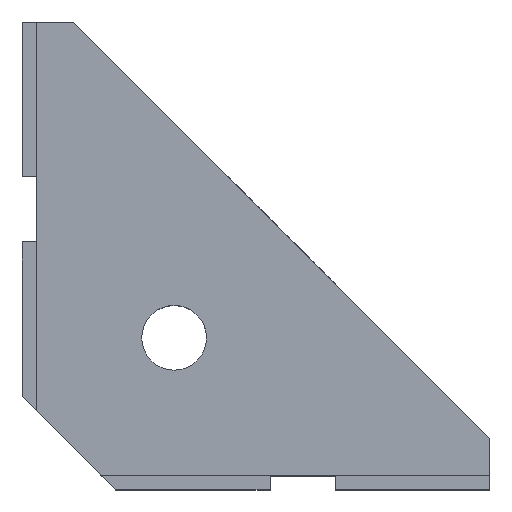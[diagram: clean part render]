
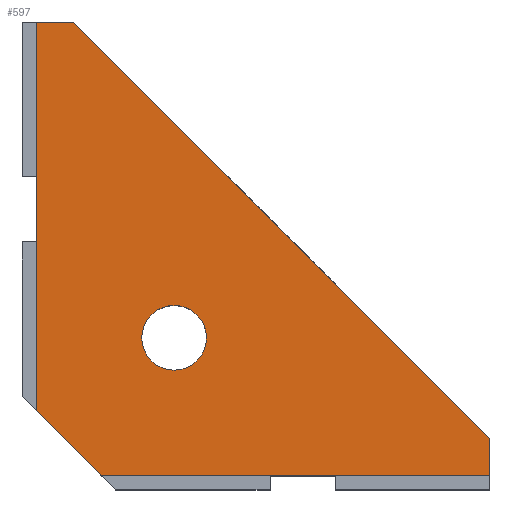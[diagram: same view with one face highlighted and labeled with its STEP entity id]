
A CAD part, top view. The second image highlights one B-rep face of the part: STEP entity #597.
In plain terms, the highlighted planar face has unit normal (0, 0, 1).
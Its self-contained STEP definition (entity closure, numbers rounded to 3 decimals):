
#105=CARTESIAN_POINT('',(36.418,29.5,20.0));
#106=VERTEX_POINT('',#105);
#107=CARTESIAN_POINT('',(29.5,29.5,20.0));
#108=DIRECTION('',(0.0,0.0,-1.0));
#109=DIRECTION('',(1.0,0.0,0.0));
#110=AXIS2_PLACEMENT_3D('',#107,#108,#109);
#111=CIRCLE('',#110,6.918);
#112=EDGE_CURVE('',#106,#106,#111,.T.);
#199=CARTESIAN_POINT('',(8.,97.,20.0));
#200=VERTEX_POINT('',#199);
#201=CARTESIAN_POINT('',(97.,8.,20.0));
#202=VERTEX_POINT('',#201);
#203=CARTESIAN_POINT('',(8.,97.0,20.0));
#204=DIRECTION('',(0.707,-0.707,0.0));
#205=VECTOR('',#204,125.865);
#206=LINE('',#203,#205);
#207=EDGE_CURVE('',#200,#202,#206,.T.);
#426=CARTESIAN_POINT('',(14.,0.,20.0));
#427=VERTEX_POINT('',#426);
#434=CARTESIAN_POINT('',(0.,14.,20.0));
#435=VERTEX_POINT('',#434);
#436=CARTESIAN_POINT('',(0.,14.,20.0));
#437=DIRECTION('',(0.707,-0.707,0.0));
#438=VECTOR('',#437,19.799);
#439=LINE('',#436,#438);
#440=EDGE_CURVE('',#435,#427,#439,.T.);
#488=CARTESIAN_POINT('',(0.,97.,20.0));
#489=VERTEX_POINT('',#488);
#490=CARTESIAN_POINT('',(0.,14.,20.0));
#491=DIRECTION('',(0.0,1.0,0.0));
#492=VECTOR('',#491,83.);
#493=LINE('',#490,#492);
#494=EDGE_CURVE('',#435,#489,#493,.T.);
#564=CARTESIAN_POINT('',(36.087,36.087,20.0));
#565=DIRECTION('',(0.0,0.0,1.0));
#566=DIRECTION('',(1.0,0.0,0.0));
#567=AXIS2_PLACEMENT_3D('',#564,#565,#566);
#568=PLANE('',#567);
#569=ORIENTED_EDGE('',*,*,#440,.T.);
#570=CARTESIAN_POINT('',(97.0,0.,20.0));
#571=VERTEX_POINT('',#570);
#572=CARTESIAN_POINT('',(97.0,0.,20.0));
#573=DIRECTION('',(-1.0,0.0,0.0));
#574=VECTOR('',#573,83.);
#575=LINE('',#572,#574);
#576=EDGE_CURVE('',#571,#427,#575,.T.);
#577=ORIENTED_EDGE('',*,*,#576,.F.);
#578=CARTESIAN_POINT('',(97.,8.,20.0));
#579=DIRECTION('',(0.0,-1.0,0.0));
#580=VECTOR('',#579,8.);
#581=LINE('',#578,#580);
#582=EDGE_CURVE('',#202,#571,#581,.T.);
#583=ORIENTED_EDGE('',*,*,#582,.F.);
#584=ORIENTED_EDGE('',*,*,#207,.F.);
#585=CARTESIAN_POINT('',(0.,97.,20.0));
#586=DIRECTION('',(1.0,0.0,0.0));
#587=VECTOR('',#586,8.0);
#588=LINE('',#585,#587);
#589=EDGE_CURVE('',#489,#200,#588,.T.);
#590=ORIENTED_EDGE('',*,*,#589,.F.);
#591=ORIENTED_EDGE('',*,*,#494,.F.);
#592=EDGE_LOOP('',(#569,#577,#583,#584,#590,#591));
#593=FACE_OUTER_BOUND('',#592,.T.);
#594=ORIENTED_EDGE('',*,*,#112,.T.);
#595=EDGE_LOOP('',(#594));
#596=FACE_BOUND('',#595,.T.);
#597=ADVANCED_FACE('',(#593,#596),#568,.T.);
